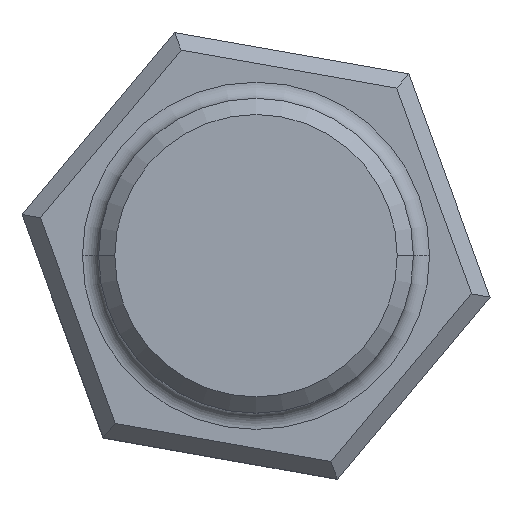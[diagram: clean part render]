
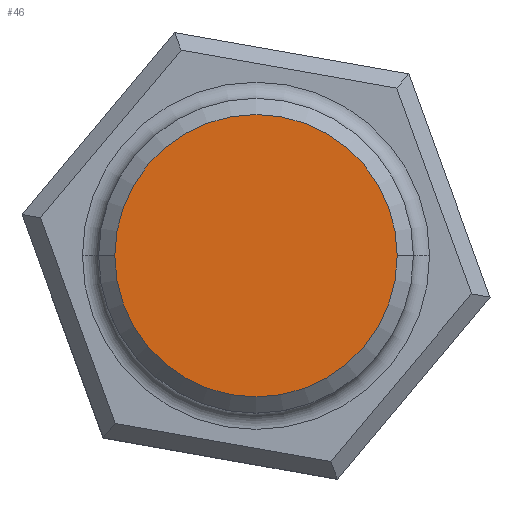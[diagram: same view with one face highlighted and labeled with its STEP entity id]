
A CAD part, top view. The second image highlights one B-rep face of the part: STEP entity #46.
In plain terms, the highlighted planar face has unit normal (0, 0, 1).
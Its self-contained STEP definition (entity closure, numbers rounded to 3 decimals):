
#46 = ADVANCED_FACE ( 'NONE', ( #667 ), #607, .T. ) ;
#62 = CARTESIAN_POINT ( 'NONE',  ( 1638.837, -232.123, 1905.668 ) ) ;
#76 = EDGE_CURVE ( 'NONE', #685, #582, #118, .T. ) ;
#109 = CARTESIAN_POINT ( 'NONE',  ( 1638.837, -232.123, 1905.668 ) ) ;
#118 = CIRCLE ( 'NONE', #123, 8.718 ) ;
#122 = DIRECTION ( 'NONE',  ( 1., 0., 0. ) ) ;
#123 = AXIS2_PLACEMENT_3D ( 'NONE', #62, #443, #122 ) ;
#132 = AXIS2_PLACEMENT_3D ( 'NONE', #448, #271, #497 ) ;
#159 = DIRECTION ( 'NONE',  ( 0., 0., 1. ) ) ;
#186 = CARTESIAN_POINT ( 'NONE',  ( 1630.119, -232.123, 1905.668 ) ) ;
#271 = DIRECTION ( 'NONE',  ( 0., 0., 1. ) ) ;
#274 = CARTESIAN_POINT ( 'NONE',  ( 1647.555, -232.123, 1905.668 ) ) ;
#350 = EDGE_LOOP ( 'NONE', ( #639, #655 ) ) ;
#424 = EDGE_CURVE ( 'NONE', #582, #685, #630, .T. ) ;
#443 = DIRECTION ( 'NONE',  ( 0., 0., 1. ) ) ;
#448 = CARTESIAN_POINT ( 'NONE',  ( 0., 0., 1905.668 ) ) ;
#497 = DIRECTION ( 'NONE',  ( 1., 0., 0. ) ) ;
#546 = DIRECTION ( 'NONE',  ( 1., 0., 0. ) ) ;
#582 = VERTEX_POINT ( 'NONE', #274 ) ;
#602 = AXIS2_PLACEMENT_3D ( 'NONE', #109, #159, #546 ) ;
#607 = PLANE ( 'NONE',  #132 ) ;
#630 = CIRCLE ( 'NONE', #602, 8.718 ) ;
#639 = ORIENTED_EDGE ( 'NONE', *, *, #76, .T. ) ;
#655 = ORIENTED_EDGE ( 'NONE', *, *, #424, .T. ) ;
#667 = FACE_OUTER_BOUND ( 'NONE', #350, .T. ) ;
#685 = VERTEX_POINT ( 'NONE', #186 ) ;
